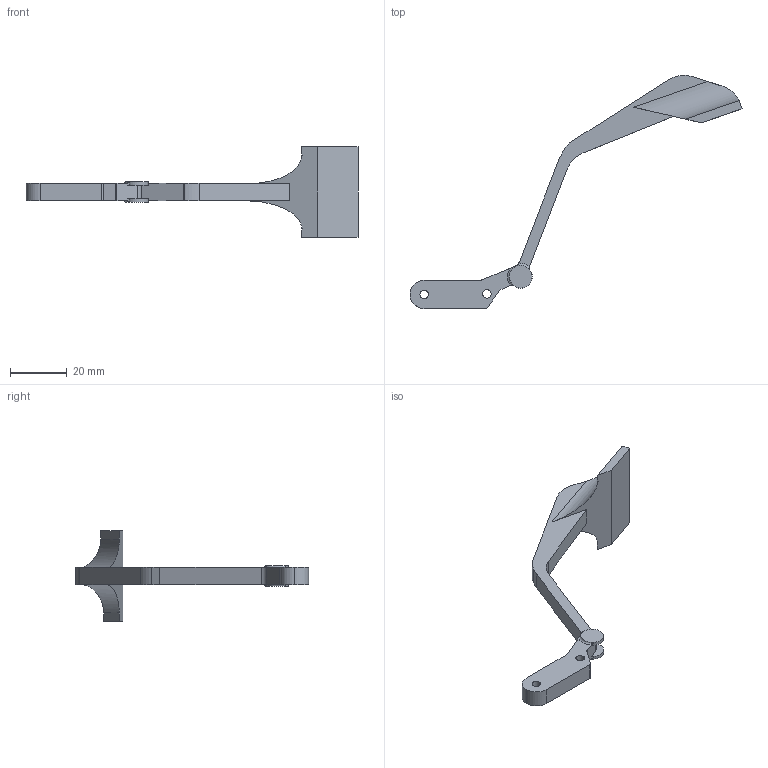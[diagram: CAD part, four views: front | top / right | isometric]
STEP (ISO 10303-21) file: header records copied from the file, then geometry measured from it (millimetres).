
FILE_DESCRIPTION (( 'STEP AP203' ), '1' );
FILE_NAME ('Gripper.STEP', '2023-10-25T09:52:13', ( '' ), ( '' ), 'SwSTEP 2.0', 'SolidWorks 2023', '' );
FILE_SCHEMA (( 'CONFIG_CONTROL_DESIGN' ));
Length unit declared in the file: millimetre
Products named in the file (1): Gripper
Bounding box: 116.79 x 82.05 x 32 mm (x, y, z)
Volume: 9247.9 mm3; surface area: 5535.6 mm2
Topology: 1 solids, 1 shells, 54 faces, 151 edges, 99 vertices
Faces by surface type: plane 27, cylinder 25, torus 2
Entity records: 1917 total; most frequent: CARTESIAN_POINT 438, ORIENTED_EDGE 302, DIRECTION 288, EDGE_CURVE 151, AXIS2_PLACEMENT_3D 101, VERTEX_POINT 99, VECTOR 86, LINE 86
